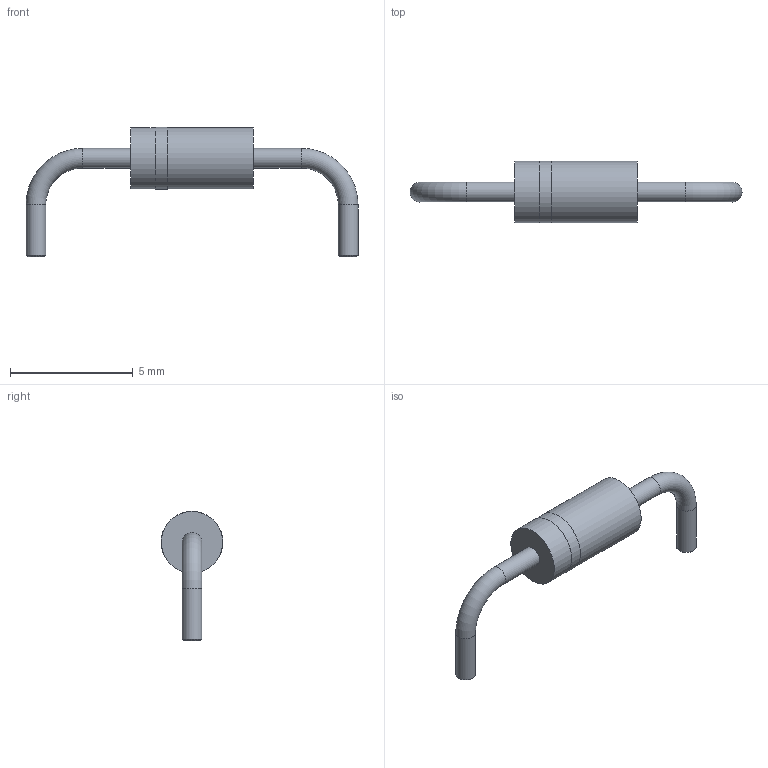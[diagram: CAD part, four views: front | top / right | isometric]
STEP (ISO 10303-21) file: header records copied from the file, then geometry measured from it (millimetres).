
FILE_DESCRIPTION(/* description */ ('Alibre Inc.'),/* implementation_level */ '2;1');
FILE_NAME(/* name */ 'export0',/* time_stamp */ '2014-08-15T10:23:09+03:00',/* author */ (''),/* organization */ (''),/* preprocessor_version */ 'ST-DEVELOPER v14',/* originating_system */ 'Alibre',/* authorisation */ '');
FILE_SCHEMA (('AUTOMOTIVE_DESIGN'));
Length unit declared in the file: centimetre
Bounding box: 13.5 x 2.51 x 5.25 mm (x, y, z)
Volume: 31.6 mm3; surface area: 84.4 mm2
Topology: 1 solids, 1 shells, 17 faces, 30 edges, 19 vertices
Faces by surface type: cylinder 7, plane 6, cone 2, torus 2
Full cylindrical faces by diameter (mm): 0.8 x4, 2.5 x2, 2.51 x1
Entity records: 379 total; most frequent: DIRECTION 58, CARTESIAN_POINT 49, AXIS2_PLACEMENT_3D 33, ORIENTED_EDGE 32, EDGE_LOOP 32, FACE_BOUND 32, STYLED_ITEM 18, ADVANCED_FACE 17
